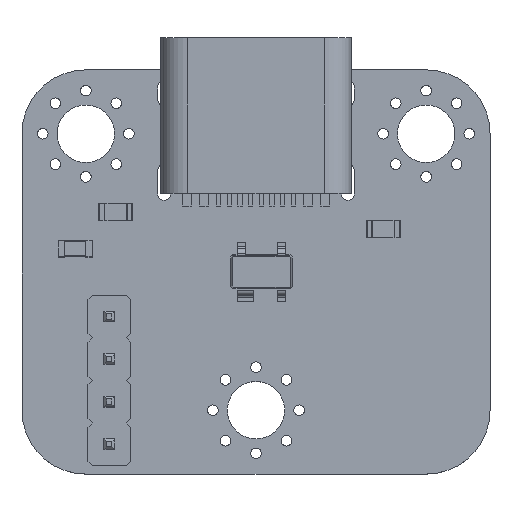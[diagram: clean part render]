
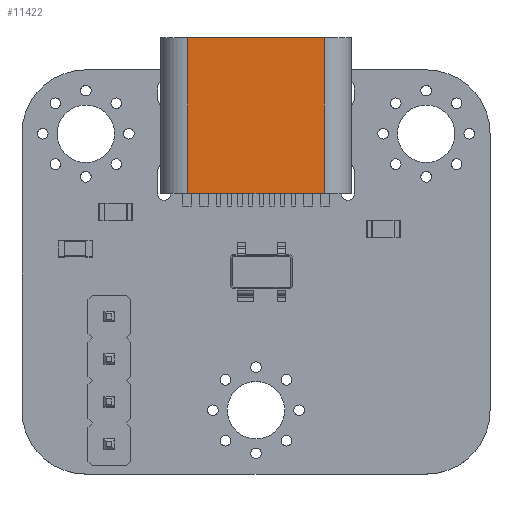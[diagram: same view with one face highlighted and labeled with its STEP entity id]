
A CAD part, top view. The second image highlights one B-rep face of the part: STEP entity #11422.
In plain terms, the highlighted face is planar.
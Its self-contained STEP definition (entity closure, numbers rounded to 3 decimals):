
#2145 = PLANE('',#2146);
#2146 = AXIS2_PLACEMENT_3D('',#2147,#2148,#2149);
#2147 = CARTESIAN_POINT('',(4.47,1.605,-7.3));
#2148 = DIRECTION('',(0.,0.,-1.));
#2149 = DIRECTION('',(-1.,0.,0.));
#4380 = VERTEX_POINT('',#4381);
#4381 = CARTESIAN_POINT('',(1.255,3.21,-7.3));
#4400 = CYLINDRICAL_SURFACE('',#4401,1.255);
#4401 = AXIS2_PLACEMENT_3D('',#4402,#4403,#4404);
#4402 = CARTESIAN_POINT('',(1.255,1.955,0.));
#4403 = DIRECTION('',(0.,0.,-1.));
#4404 = DIRECTION('',(-0.707,0.707,0.));
#4434 = EDGE_CURVE('',#4380,#4435,#4437,.T.);
#4435 = VERTEX_POINT('',#4436);
#4436 = CARTESIAN_POINT('',(7.685,3.21,-7.3));
#4437 = SURFACE_CURVE('',#4438,(#4442,#4449),.PCURVE_S1.);
#4438 = LINE('',#4439,#4440);
#4439 = CARTESIAN_POINT('',(8.94,3.21,-7.3));
#4440 = VECTOR('',#4441,1.);
#4441 = DIRECTION('',(1.,0.,0.));
#4442 = PCURVE('',#2145,#4443);
#4443 = DEFINITIONAL_REPRESENTATION('',(#4444),#4448);
#4444 = LINE('',#4445,#4446);
#4445 = CARTESIAN_POINT('',(-4.47,1.605));
#4446 = VECTOR('',#4447,1.);
#4447 = DIRECTION('',(-1.,0.));
#4448 = ( GEOMETRIC_REPRESENTATION_CONTEXT(2) 
PARAMETRIC_REPRESENTATION_CONTEXT() REPRESENTATION_CONTEXT('2D SPACE',''
  ) );
#4449 = PCURVE('',#4450,#4455);
#4450 = PLANE('',#4451);
#4451 = AXIS2_PLACEMENT_3D('',#4452,#4453,#4454);
#4452 = CARTESIAN_POINT('',(0.,3.21,0.));
#4453 = DIRECTION('',(0.,1.,0.));
#4454 = DIRECTION('',(1.,0.,0.));
#4455 = DEFINITIONAL_REPRESENTATION('',(#4456),#4460);
#4456 = LINE('',#4457,#4458);
#4457 = CARTESIAN_POINT('',(8.94,7.3));
#4458 = VECTOR('',#4459,1.);
#4459 = DIRECTION('',(1.,0.));
#4460 = ( GEOMETRIC_REPRESENTATION_CONTEXT(2) 
PARAMETRIC_REPRESENTATION_CONTEXT() REPRESENTATION_CONTEXT('2D SPACE',''
  ) );
#4483 = CYLINDRICAL_SURFACE('',#4484,1.255);
#4484 = AXIS2_PLACEMENT_3D('',#4485,#4486,#4487);
#4485 = CARTESIAN_POINT('',(7.685,1.955,0.));
#4486 = DIRECTION('',(0.,0.,-1.));
#4487 = DIRECTION('',(0.707,0.707,0.));
#6610 = PLANE('',#6611);
#6611 = AXIS2_PLACEMENT_3D('',#6612,#6613,#6614);
#6612 = CARTESIAN_POINT('',(4.47,1.605,0.));
#6613 = DIRECTION('',(0.,0.,1.));
#6614 = DIRECTION('',(1.,0.,0.));
#11108 = VERTEX_POINT('',#11109);
#11109 = CARTESIAN_POINT('',(7.685,3.21,0.));
#11157 = EDGE_CURVE('',#11108,#11158,#11160,.T.);
#11158 = VERTEX_POINT('',#11159);
#11159 = CARTESIAN_POINT('',(1.255,3.21,0.));
#11160 = SURFACE_CURVE('',#11161,(#11165,#11172),.PCURVE_S1.);
#11161 = LINE('',#11162,#11163);
#11162 = CARTESIAN_POINT('',(8.94,3.21,0.));
#11163 = VECTOR('',#11164,1.);
#11164 = DIRECTION('',(-1.,0.,0.));
#11165 = PCURVE('',#6610,#11166);
#11166 = DEFINITIONAL_REPRESENTATION('',(#11167),#11171);
#11167 = LINE('',#11168,#11169);
#11168 = CARTESIAN_POINT('',(4.47,1.605));
#11169 = VECTOR('',#11170,1.);
#11170 = DIRECTION('',(-1.,0.));
#11171 = ( GEOMETRIC_REPRESENTATION_CONTEXT(2) 
PARAMETRIC_REPRESENTATION_CONTEXT() REPRESENTATION_CONTEXT('2D SPACE',''
  ) );
#11172 = PCURVE('',#4450,#11173);
#11173 = DEFINITIONAL_REPRESENTATION('',(#11174),#11178);
#11174 = LINE('',#11175,#11176);
#11175 = CARTESIAN_POINT('',(8.94,0.));
#11176 = VECTOR('',#11177,1.);
#11177 = DIRECTION('',(-1.,0.));
#11178 = ( GEOMETRIC_REPRESENTATION_CONTEXT(2) 
PARAMETRIC_REPRESENTATION_CONTEXT() REPRESENTATION_CONTEXT('2D SPACE',''
  ) );
#11265 = EDGE_CURVE('',#4435,#11108,#11266,.T.);
#11266 = SURFACE_CURVE('',#11267,(#11271,#11278),.PCURVE_S1.);
#11267 = LINE('',#11268,#11269);
#11268 = CARTESIAN_POINT('',(7.685,3.21,0.));
#11269 = VECTOR('',#11270,1.);
#11270 = DIRECTION('',(0.,0.,1.));
#11271 = PCURVE('',#4483,#11272);
#11272 = DEFINITIONAL_REPRESENTATION('',(#11273),#11277);
#11273 = LINE('',#11274,#11275);
#11274 = CARTESIAN_POINT('',(5.498,0.));
#11275 = VECTOR('',#11276,1.);
#11276 = DIRECTION('',(0.,-1.));
#11277 = ( GEOMETRIC_REPRESENTATION_CONTEXT(2) 
PARAMETRIC_REPRESENTATION_CONTEXT() REPRESENTATION_CONTEXT('2D SPACE',''
  ) );
#11278 = PCURVE('',#4450,#11279);
#11279 = DEFINITIONAL_REPRESENTATION('',(#11280),#11284);
#11280 = LINE('',#11281,#11282);
#11281 = CARTESIAN_POINT('',(7.685,0.));
#11282 = VECTOR('',#11283,1.);
#11283 = DIRECTION('',(0.,-1.));
#11284 = ( GEOMETRIC_REPRESENTATION_CONTEXT(2) 
PARAMETRIC_REPRESENTATION_CONTEXT() REPRESENTATION_CONTEXT('2D SPACE',''
  ) );
#11294 = EDGE_CURVE('',#11158,#4380,#11295,.T.);
#11295 = SURFACE_CURVE('',#11296,(#11300,#11307),.PCURVE_S1.);
#11296 = LINE('',#11297,#11298);
#11297 = CARTESIAN_POINT('',(1.255,3.21,0.));
#11298 = VECTOR('',#11299,1.);
#11299 = DIRECTION('',(0.,0.,-1.));
#11300 = PCURVE('',#4400,#11301);
#11301 = DEFINITIONAL_REPRESENTATION('',(#11302),#11306);
#11302 = LINE('',#11303,#11304);
#11303 = CARTESIAN_POINT('',(7.069,0.));
#11304 = VECTOR('',#11305,1.);
#11305 = DIRECTION('',(0.,1.));
#11306 = ( GEOMETRIC_REPRESENTATION_CONTEXT(2) 
PARAMETRIC_REPRESENTATION_CONTEXT() REPRESENTATION_CONTEXT('2D SPACE',''
  ) );
#11307 = PCURVE('',#4450,#11308);
#11308 = DEFINITIONAL_REPRESENTATION('',(#11309),#11313);
#11309 = LINE('',#11310,#11311);
#11310 = CARTESIAN_POINT('',(1.255,0.));
#11311 = VECTOR('',#11312,1.);
#11312 = DIRECTION('',(0.,1.));
#11313 = ( GEOMETRIC_REPRESENTATION_CONTEXT(2) 
PARAMETRIC_REPRESENTATION_CONTEXT() REPRESENTATION_CONTEXT('2D SPACE',''
  ) );
#11422 = ADVANCED_FACE('',(#11423),#4450,.T.);
#11423 = FACE_BOUND('',#11424,.T.);
#11424 = EDGE_LOOP('',(#11425,#11426,#11427,#11428));
#11425 = ORIENTED_EDGE('',*,*,#11265,.F.);
#11426 = ORIENTED_EDGE('',*,*,#4434,.F.);
#11427 = ORIENTED_EDGE('',*,*,#11294,.F.);
#11428 = ORIENTED_EDGE('',*,*,#11157,.F.);
